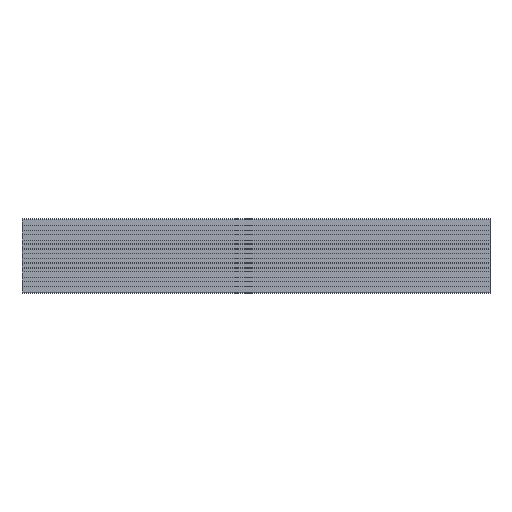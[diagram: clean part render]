
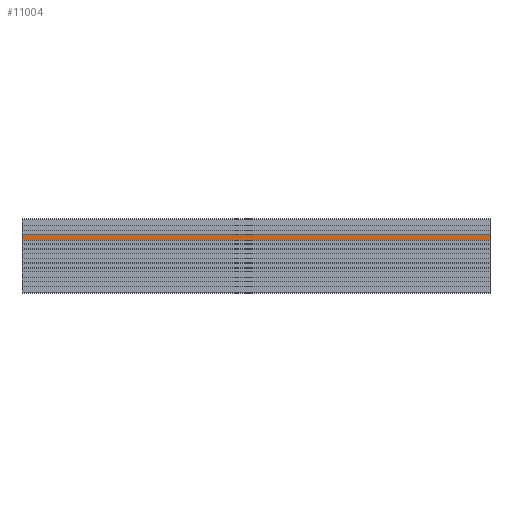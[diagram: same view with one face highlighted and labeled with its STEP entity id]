
A CAD part, top view. The second image highlights one B-rep face of the part: STEP entity #11004.
In plain terms, the highlighted planar face has unit normal (0, 0, 1).
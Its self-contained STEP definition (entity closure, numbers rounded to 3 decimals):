
#463 = EDGE_LOOP ( 'NONE', ( #824, #821, #820, #823 ) ) ;
#820 = ORIENTED_EDGE ( 'NONE', *, *, #11358, .F. ) ;
#821 = ORIENTED_EDGE ( 'NONE', *, *, #11242, .T. ) ;
#823 = ORIENTED_EDGE ( 'NONE', *, *, #11172, .F. ) ;
#824 = ORIENTED_EDGE ( 'NONE', *, *, #11357, .F. ) ;
#3593 = AXIS2_PLACEMENT_3D ( 'NONE', #7604, #7610, #7611 ) ;
#4808 = CARTESIAN_POINT ( 'NONE',  ( -1000., 46., 19. ) ) ;
#4972 = CARTESIAN_POINT ( 'NONE',  ( 0., 46., 19. ) ) ;
#4973 = CARTESIAN_POINT ( 'NONE',  ( -1000., 34., 19. ) ) ;
#4975 = CARTESIAN_POINT ( 'NONE',  ( 0., 34., 19. ) ) ;
#5583 = FACE_OUTER_BOUND ( 'NONE', #463, .T. ) ;
#5827 = LINE ( 'NONE', #8130, #5828 ) ;
#5828 = VECTOR ( 'NONE', #8131, 1000. ) ;
#5962 = LINE ( 'NONE', #8275, #5963 ) ;
#5963 = VECTOR ( 'NONE', #8276, 1000. ) ;
#6184 = LINE ( 'NONE', #8513, #6185 ) ;
#6185 = VECTOR ( 'NONE', #8514, 1000. ) ;
#6186 = LINE ( 'NONE', #8515, #6187 ) ;
#6187 = VECTOR ( 'NONE', #8516, 1000. ) ;
#7601 = PLANE ( 'NONE',  #3593 ) ;
#7604 = CARTESIAN_POINT ( 'NONE',  ( -1164.924, 46., 19. ) ) ;
#7610 = DIRECTION ( 'NONE',  ( 0., 0., 1. ) ) ;
#7611 = DIRECTION ( 'NONE',  ( 1., 0., 0. ) ) ;
#8130 = CARTESIAN_POINT ( 'NONE',  ( -1164.924, 46., 19. ) ) ;
#8131 = DIRECTION ( 'NONE',  ( 1., 0., 0. ) ) ;
#8275 = CARTESIAN_POINT ( 'NONE',  ( -1164.924, 34., 19. ) ) ;
#8276 = DIRECTION ( 'NONE',  ( 1., 0., 0. ) ) ;
#8513 = CARTESIAN_POINT ( 'NONE',  ( -1000., 46., 19. ) ) ;
#8514 = DIRECTION ( 'NONE',  ( 0., 1., 0. ) ) ;
#8515 = CARTESIAN_POINT ( 'NONE',  ( 0., 46., 19. ) ) ;
#8516 = DIRECTION ( 'NONE',  ( 0., -1., 0. ) ) ;
#10258 = VERTEX_POINT ( 'NONE', #4808 ) ;
#10422 = VERTEX_POINT ( 'NONE', #4972 ) ;
#10423 = VERTEX_POINT ( 'NONE', #4973 ) ;
#10425 = VERTEX_POINT ( 'NONE', #4975 ) ;
#11004 = ADVANCED_FACE ( 'NONE', ( #5583 ), #7601, .T. ) ;
#11172 = EDGE_CURVE ( 'NONE', #10258, #10422, #5827, .T. ) ;
#11242 = EDGE_CURVE ( 'NONE', #10423, #10425, #5962, .T. ) ;
#11357 = EDGE_CURVE ( 'NONE', #10423, #10258, #6184, .T. ) ;
#11358 = EDGE_CURVE ( 'NONE', #10422, #10425, #6186, .T. ) ;
